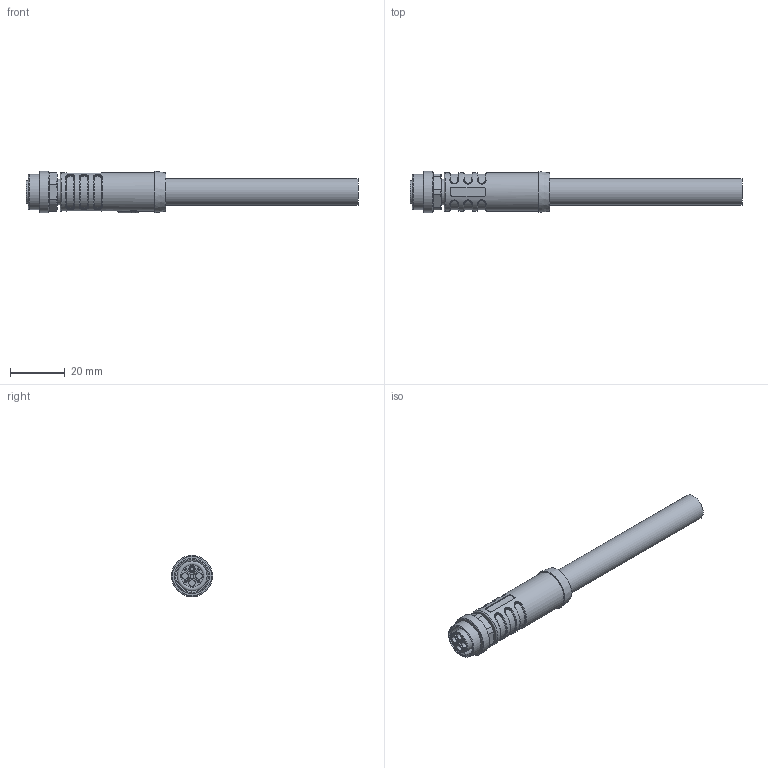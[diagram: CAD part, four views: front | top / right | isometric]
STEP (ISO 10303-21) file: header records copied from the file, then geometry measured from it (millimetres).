
FILE_DESCRIPTION(/* description */ (''),/* implementation_level */ '2;1');
FILE_NAME(/* name */ '5023014-06-04-2016.stp',/* time_stamp */ '2016-04-07T08:09:08+02:00',/* author */ (''),/* organization */ (''),/* preprocessor_version */ 'ST-DEVELOPER v16',/* originating_system */ 'SIEMENS PLM Software NX 10.0',/* authorisation */ '');
FILE_SCHEMA (('AUTOMOTIVE_DESIGN { 1 0 10303 214 3 1 1 1 }'));
Length unit declared in the file: millimetre
Products named in the file (1): t.he0E5C1E7D8yld
Bounding box: 121 x 15 x 15 mm (x, y, z)
Volume: 12244.5 mm3; surface area: 5719.5 mm2
Topology: 1 solids, 1 shells, 213 faces, 484 edges, 293 vertices
Faces by surface type: cylinder 64, plane 63, torus 36, bspline 28, cone 19, extrusion 2, sphere 1
Full cylindrical faces by diameter (mm): 2.3 x3, 8.3 x1, 9.3 x1, 9.7 x1, 10.95 x1, 12.3 x1, 12.8 x1, 14 x1, 15 x1
Entity records: 8010 total; most frequent: CARTESIAN_POINT 3452, DIRECTION 965, ORIENTED_EDGE 896, EDGE_CURVE 448, AXIS2_PLACEMENT_3D 405, VERTEX_POINT 280, EDGE_LOOP 256, ADVANCED_FACE 213
